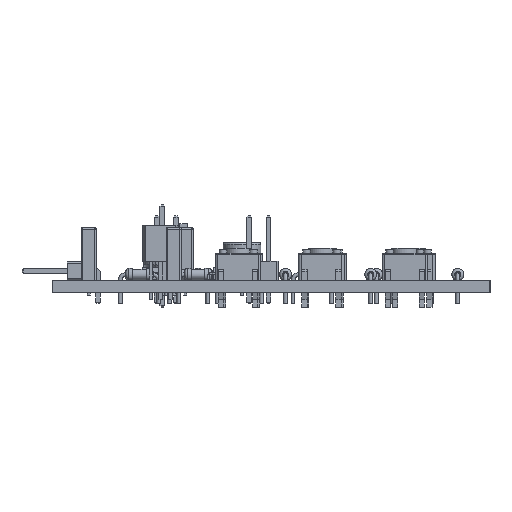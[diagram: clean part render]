
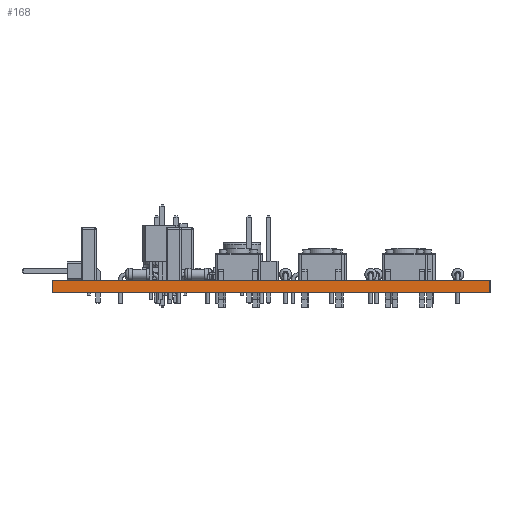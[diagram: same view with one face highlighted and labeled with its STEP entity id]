
A CAD part, left-side view. The second image highlights one B-rep face of the part: STEP entity #168.
In plain terms, the highlighted planar face has unit normal (-1, 0, 0).
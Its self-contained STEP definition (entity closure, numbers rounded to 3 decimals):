
#168 = ADVANCED_FACE('',(#169),#203,.F.);
#169 = FACE_BOUND('',#170,.F.);
#170 = EDGE_LOOP('',(#171,#181,#189,#197));
#171 = ORIENTED_EDGE('',*,*,#172,.T.);
#172 = EDGE_CURVE('',#173,#175,#177,.T.);
#173 = VERTEX_POINT('',#174);
#174 = CARTESIAN_POINT('',(75.25,-80.75,0.));
#175 = VERTEX_POINT('',#176);
#176 = CARTESIAN_POINT('',(75.25,-80.75,-1.6));
#177 = LINE('',#178,#179);
#178 = CARTESIAN_POINT('',(75.25,-80.75,0.));
#179 = VECTOR('',#180,1.);
#180 = DIRECTION('',(0.,0.,-1.));
#181 = ORIENTED_EDGE('',*,*,#182,.T.);
#182 = EDGE_CURVE('',#175,#183,#185,.T.);
#183 = VERTEX_POINT('',#184);
#184 = CARTESIAN_POINT('',(75.25,-23.,-1.6));
#185 = LINE('',#186,#187);
#186 = CARTESIAN_POINT('',(75.25,-80.75,-1.6));
#187 = VECTOR('',#188,1.);
#188 = DIRECTION('',(0.,1.,0.));
#189 = ORIENTED_EDGE('',*,*,#190,.F.);
#190 = EDGE_CURVE('',#191,#183,#193,.T.);
#191 = VERTEX_POINT('',#192);
#192 = CARTESIAN_POINT('',(75.25,-23.,0.));
#193 = LINE('',#194,#195);
#194 = CARTESIAN_POINT('',(75.25,-23.,0.));
#195 = VECTOR('',#196,1.);
#196 = DIRECTION('',(0.,0.,-1.));
#197 = ORIENTED_EDGE('',*,*,#198,.F.);
#198 = EDGE_CURVE('',#173,#191,#199,.T.);
#199 = LINE('',#200,#201);
#200 = CARTESIAN_POINT('',(75.25,-80.75,0.));
#201 = VECTOR('',#202,1.);
#202 = DIRECTION('',(0.,1.,0.));
#203 = PLANE('',#204);
#204 = AXIS2_PLACEMENT_3D('',#205,#206,#207);
#205 = CARTESIAN_POINT('',(75.25,-80.75,0.));
#206 = DIRECTION('',(1.,-0.,0.));
#207 = DIRECTION('',(0.,1.,0.));
